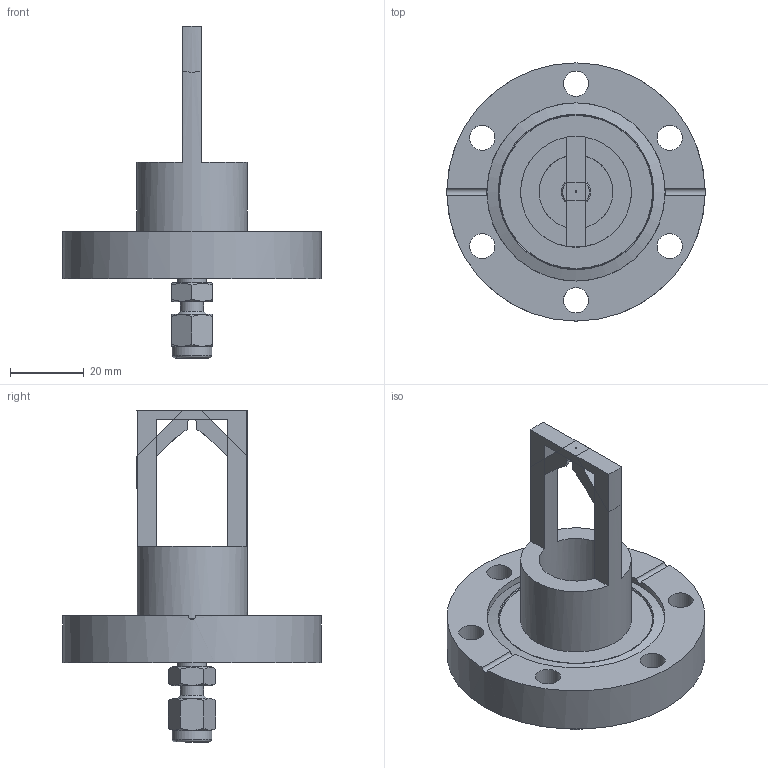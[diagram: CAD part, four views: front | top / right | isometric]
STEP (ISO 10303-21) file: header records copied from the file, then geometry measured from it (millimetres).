
FILE_DESCRIPTION(/* description */ (''),/* implementation_level */ '2;1');
FILE_NAME(/* name */ 'Archetto_45-su-Swagelock_18 v1.step',/* time_stamp */ '2024-05-16T18:20:37+02:00',/* author */ (''),/* organization */ (''),/* preprocessor_version */ 'ST-DEVELOPER v20',/* originating_system */ 'Autodesk Translation Framework v12.20.1.177',/* authorisation */ '');
FILE_SCHEMA (('AUTOMOTIVE_DESIGN { 1 0 10303 214 3 1 1 }'));
Length unit declared in the file: millimetre
Products named in the file (2): Archetto_45-su-Swagelock_18; Archetto_Fibra-su-Swagelok_18
Assembly tree (1 placements, depth 2):
  Archetto_45-su-Swagelock_18
    Archetto_Fibra-su-Swagelok_18
Bounding box: 70 x 70 x 90 mm (x, y, z)
Volume: 63972.5 mm3; surface area: 25061.7 mm2
Topology: 4 solids, 4 shells, 82 faces, 220 edges, 145 vertices
Faces by surface type: plane 43, cylinder 27, cone 10, torus 2
Full cylindrical faces by diameter (mm): 0.5 x2, 2.3 x1, 3.32 x2, 6.25 x1, 6.8 x6, 7.8 x1, 7.9 x2, 10.8 x1, 20 x3, 30 x2, 48.3 x1, 70 x1
Entity records: 3091 total; most frequent: CARTESIAN_POINT 877, ORIENTED_EDGE 440, DIRECTION 433, EDGE_CURVE 220, AXIS2_PLACEMENT_3D 169, VERTEX_POINT 145, EDGE_LOOP 109, LINE 95
